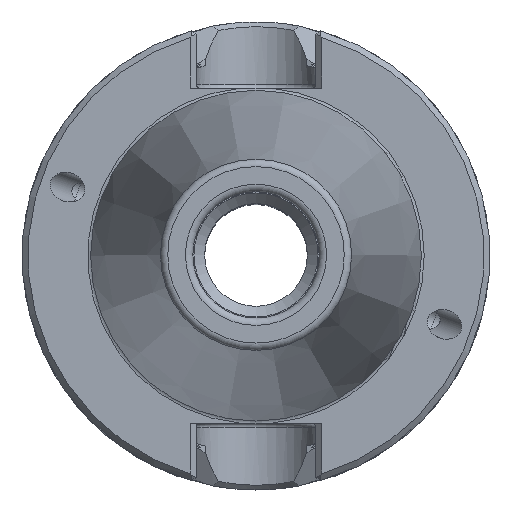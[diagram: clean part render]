
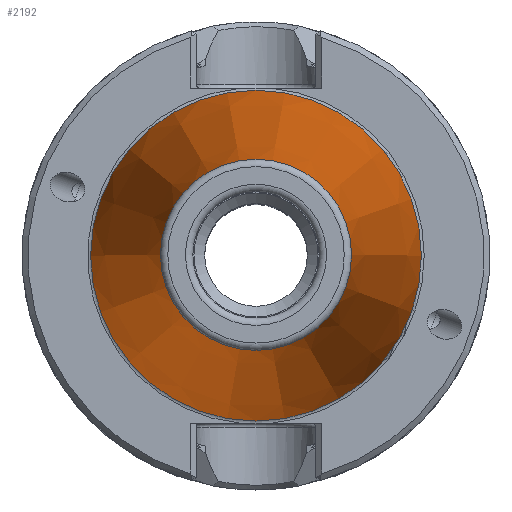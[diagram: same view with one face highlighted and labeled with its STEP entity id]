
A CAD part, top view. The second image highlights one B-rep face of the part: STEP entity #2192.
In plain terms, the highlighted conical face has half-angle 8.297 degrees and reference radius 12.871 mm.
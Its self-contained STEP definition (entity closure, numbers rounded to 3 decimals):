
#210=CONICAL_SURFACE('',#2360,12.871,0.145);
#242=CIRCLE('',#2241,22.268);
#280=CIRCLE('',#2359,12.871);
#649=ORIENTED_EDGE('',*,*,#718,.T.);
#650=ORIENTED_EDGE('',*,*,#886,.F.);
#718=EDGE_CURVE('',#921,#921,#242,.T.);
#886=EDGE_CURVE('',#1033,#1033,#280,.T.);
#921=VERTEX_POINT('',#2935);
#1033=VERTEX_POINT('',#3517);
#1205=EDGE_LOOP('',(#649));
#1206=EDGE_LOOP('',(#650));
#1351=FACE_BOUND('',#1205,.T.);
#1352=FACE_BOUND('',#1206,.T.);
#2192=ADVANCED_FACE('',(#1351,#1352),#210,.T.);
#2241=AXIS2_PLACEMENT_3D('',#2934,#2442,#2443);
#2359=AXIS2_PLACEMENT_3D('',#3516,#2742,#2743);
#2360=AXIS2_PLACEMENT_3D('',#3518,#2744,#2745);
#2442=DIRECTION('',(0.,0.,1.));
#2443=DIRECTION('',(1.,0.,0.));
#2742=DIRECTION('',(0.,0.,1.));
#2743=DIRECTION('',(1.,0.,0.));
#2744=DIRECTION('',(0.,0.,-1.));
#2745=DIRECTION('',(-1.,0.,0.));
#2934=CARTESIAN_POINT('',(0.,0.,0.106));
#2935=CARTESIAN_POINT('',(22.268,0.,0.106));
#3516=CARTESIAN_POINT('',(0.,0.,64.544));
#3517=CARTESIAN_POINT('',(12.871,0.,64.544));
#3518=CARTESIAN_POINT('',(0.,0.,64.544));
